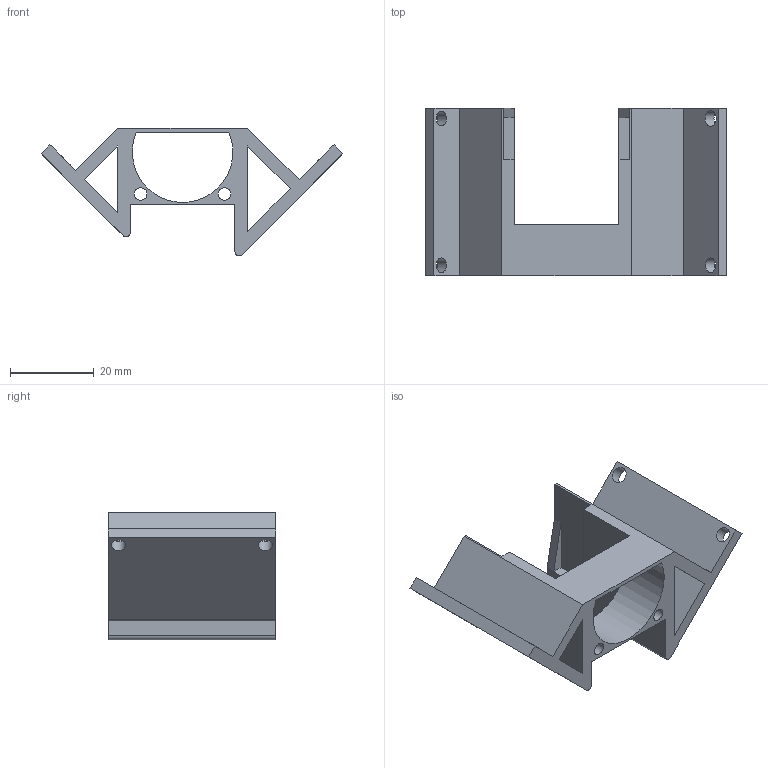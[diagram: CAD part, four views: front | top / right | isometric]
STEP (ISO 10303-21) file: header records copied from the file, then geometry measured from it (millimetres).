
FILE_DESCRIPTION(/* description */ ('STEP AP242','CAx-IF Rec.Pracs.---Representation and Presentation of Product Manufacturing Information (PMI)---4.0---2014-10-13','CAx-IF Rec.Pracs.---3D Tessellated Geometry---0.4---2014-09-14','2;1'),/* implementation_level */ '2;1');
FILE_NAME(/* name */ '650e23072a3662339365fa8b',/* time_stamp */ '2023-09-22T23:28:09Z',/* author */ (''),/* organization */ (''),/* preprocessor_version */ 'ST-DEVELOPER v19.4',/* originating_system */ ' ',/* authorisation */ ' ');
FILE_SCHEMA (('AP242_MANAGED_MODEL_BASED_3D_ENGINEERING_MIM_LF { 1 0 10303 442 1 1 4 }'));
Length unit declared in the file: metre
Products named in the file (1): Fan Mount
Bounding box: 72.01 x 40 x 30.43 mm (x, y, z)
Volume: 16496.1 mm3; surface area: 13289.3 mm2
Topology: 1 solids, 1 shells, 43 faces, 123 edges, 82 vertices
Faces by surface type: plane 34, cylinder 9
Full cylindrical faces by diameter (mm): 3 x2, 3.5 x3, 3.763 x1
Entity records: 1405 total; most frequent: CARTESIAN_POINT 239, ORIENTED_EDGE 230, DIRECTION 221, EDGE_CURVE 115, LINE 97, VECTOR 97, VERTEX_POINT 80, EDGE_LOOP 67
